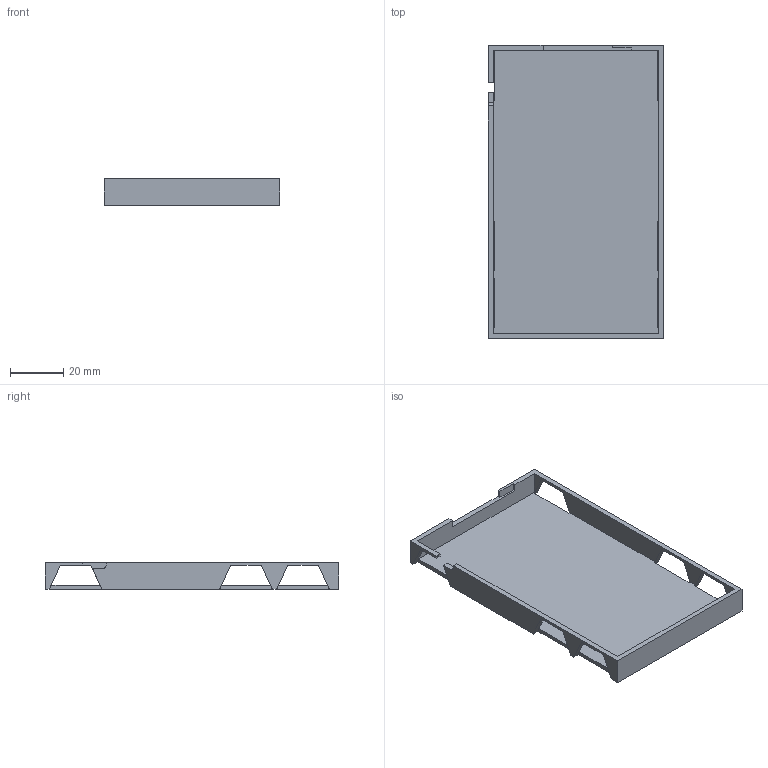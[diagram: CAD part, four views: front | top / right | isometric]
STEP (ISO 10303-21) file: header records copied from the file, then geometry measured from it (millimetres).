
FILE_DESCRIPTION(/* description */ (''),/* implementation_level */ '2;1');
FILE_NAME(/* name */ 'Bottom.step',/* time_stamp */ '2025-10-03T00:12:03+05:30',/* author */ (''),/* organization */ (''),/* preprocessor_version */ 'ST-DEVELOPER v20.1',/* originating_system */ 'Autodesk Translation Framework v14.17.0.0',/* authorisation */ '');
FILE_SCHEMA (('AUTOMOTIVE_DESIGN { 1 0 10303 214 3 1 1 }'));
Length unit declared in the file: millimetre
Products named in the file (1): FusionComponent
Bounding box: 66.21 x 110.65 x 10.1 mm (x, y, z)
Volume: 14934.8 mm3; surface area: 19615.3 mm2
Topology: 1 solids, 1 shells, 49 faces, 171 edges, 114 vertices
Faces by surface type: plane 46, cylinder 3
Entity records: 1871 total; most frequent: ORIENTED_EDGE 342, CARTESIAN_POINT 335, DIRECTION 277, EDGE_CURVE 171, LINE 165, VECTOR 165, VERTEX_POINT 114, AXIS2_PLACEMENT_3D 56
